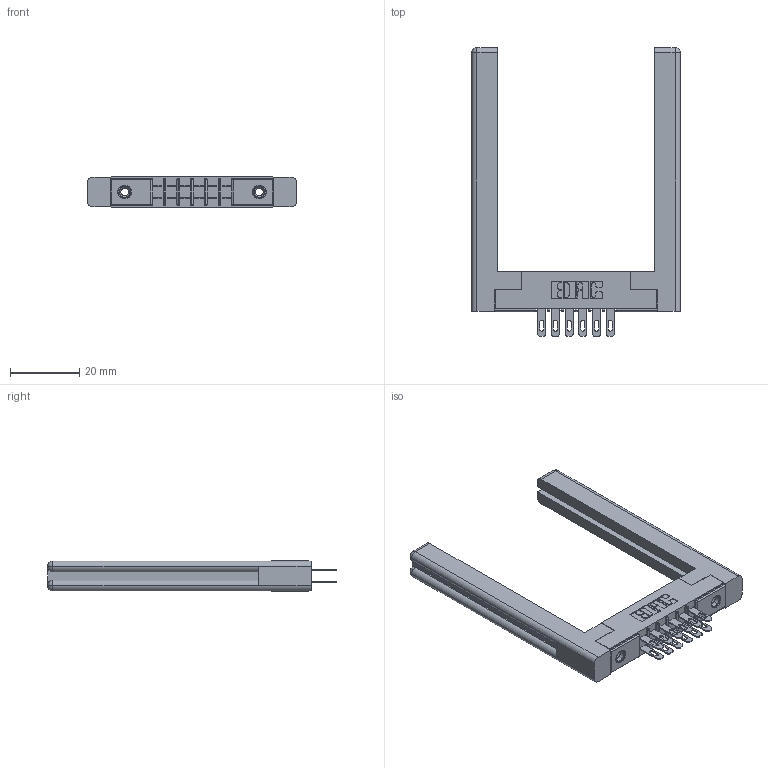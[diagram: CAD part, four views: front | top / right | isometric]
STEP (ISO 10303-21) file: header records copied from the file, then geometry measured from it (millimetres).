
FILE_DESCRIPTION (( 'STEP AP203' ), '1' );
FILE_NAME ('305-012-500-558.STEP', '2019-09-09T11:13:39', ( '' ), ( '' ), 'SwSTEP 2.0', 'SolidWorks 2016', '' );
FILE_SCHEMA (( 'CONFIG_CONTROL_DESIGN' ));
Length unit declared in the file: inch
Products named in the file (5): 307-220-058; 305 Part_.156 Dia; 305-012-500-558; 305-290-001_500; 345-250-001_345-250-001-102
Assembly tree (17 placements, depth 2):
  305-012-500-558
    305 Part_.156 Dia
    305-290-001_500  x12
    345-250-001_345-250-001-102  x2
    307-220-058  x2
Bounding box: 60.4 x 83.49 x 8.71 mm (x, y, z)
Volume: 11481 mm3; surface area: 11629.4 mm2
Topology: 17 solids, 17 shells, 858 faces, 2392 edges, 1548 vertices
Faces by surface type: plane 488, cylinder 322, sphere 24, cone 12, torus 12
Entity records: 13534 total; most frequent: CARTESIAN_POINT 2255, DIRECTION 2175, ORIENTED_EDGE 2174, EDGE_CURVE 1087, LINE 827, VECTOR 827, VERTEX_POINT 700, AXIS2_PLACEMENT_3D 674
